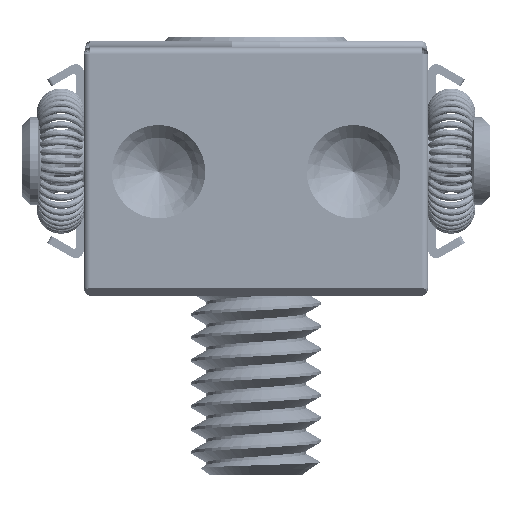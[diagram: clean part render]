
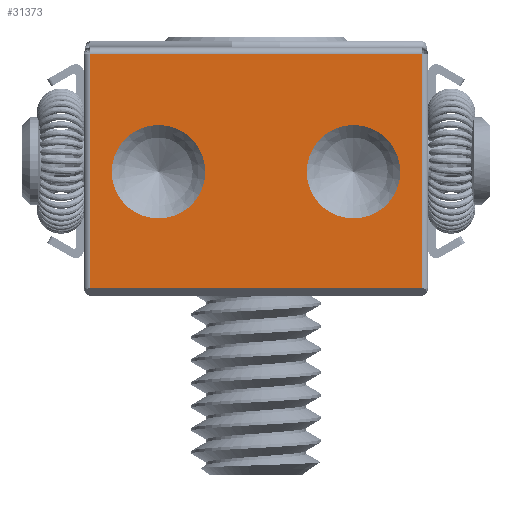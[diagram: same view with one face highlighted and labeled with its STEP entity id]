
A CAD part, left-side view. The second image highlights one B-rep face of the part: STEP entity #31373.
In plain terms, the highlighted planar face has unit normal (-1, 0, 0).
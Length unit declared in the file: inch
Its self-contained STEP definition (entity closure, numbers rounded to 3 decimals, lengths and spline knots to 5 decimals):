
#987 = CARTESIAN_POINT ( 'NONE',  ( -0.31102, -0.40157, 0. ) ) ;
#1356 = CIRCLE ( 'NONE', #19961, 0.11319 ) ;
#3229 = CARTESIAN_POINT ( 'NONE',  ( -0.31102, -0.23622, 0. ) ) ;
#3588 = DIRECTION ( 'NONE',  ( -1., 0., 0. ) ) ;
#3951 = VERTEX_POINT ( 'NONE', #46193 ) ;
#4023 = CARTESIAN_POINT ( 'NONE',  ( -0.31102, 0., 0. ) ) ;
#4868 = VERTEX_POINT ( 'NONE', #40849 ) ;
#5249 = VECTOR ( 'NONE', #17207, 39.37008 ) ;
#5504 = EDGE_CURVE ( 'NONE', #23058, #7140, #48376, .T. ) ;
#7140 = VERTEX_POINT ( 'NONE', #58618 ) ;
#8308 = DIRECTION ( 'NONE',  ( 0., 0., 1. ) ) ;
#10193 = ORIENTED_EDGE ( 'NONE', *, *, #40281, .F. ) ;
#13017 = FACE_OUTER_BOUND ( 'NONE', #19312, .T. ) ;
#14211 = DIRECTION ( 'NONE',  ( 0., -1., 0. ) ) ;
#15283 = EDGE_CURVE ( 'NONE', #58754, #57555, #31970, .T. ) ;
#17082 = AXIS2_PLACEMENT_3D ( 'NONE', #33745, #3588, #38804 ) ;
#17207 = DIRECTION ( 'NONE',  ( 0., 0., 1. ) ) ;
#19257 = DIRECTION ( 'NONE',  ( 0., 0., 1. ) ) ;
#19312 = EDGE_LOOP ( 'NONE', ( #10193, #52411, #20013, #42204 ) ) ;
#19521 = CARTESIAN_POINT ( 'NONE',  ( -0.31102, 0.40157, -0.2815 ) ) ;
#19961 = AXIS2_PLACEMENT_3D ( 'NONE', #27465, #62738, #32478 ) ;
#20013 = ORIENTED_EDGE ( 'NONE', *, *, #65398, .F. ) ;
#20807 = VECTOR ( 'NONE', #36240, 39.37008 ) ;
#21673 = CARTESIAN_POINT ( 'NONE',  ( -0.31102, 0.23622, 0. ) ) ;
#23058 = VERTEX_POINT ( 'NONE', #41304 ) ;
#23678 = EDGE_CURVE ( 'NONE', #4868, #41299, #51757, .T. ) ;
#25712 = VERTEX_POINT ( 'NONE', #53473 ) ;
#26727 = DIRECTION ( 'NONE',  ( 0., 0., 1. ) ) ;
#27465 = CARTESIAN_POINT ( 'NONE',  ( -0.31102, 0.23622, 0. ) ) ;
#31373 = ADVANCED_FACE ( 'NONE', ( #39757, #65086, #13017 ), #64454, .T. ) ;
#31970 = LINE ( 'NONE', #36878, #58873 ) ;
#32478 = DIRECTION ( 'NONE',  ( 0., 0., 1. ) ) ;
#33745 = CARTESIAN_POINT ( 'NONE',  ( -0.31102, -0.23622, 0. ) ) ;
#34450 = AXIS2_PLACEMENT_3D ( 'NONE', #21673, #56944, #26727 ) ;
#34516 = EDGE_CURVE ( 'NONE', #25712, #3951, #59109, .T. ) ;
#36240 = DIRECTION ( 'NONE',  ( 0., 0., -1. ) ) ;
#36735 = VECTOR ( 'NONE', #14211, 39.37008 ) ;
#36878 = CARTESIAN_POINT ( 'NONE',  ( -0.31102, 0., -0.2815 ) ) ;
#38470 = DIRECTION ( 'NONE',  ( -1., 0., 0. ) ) ;
#38606 = EDGE_LOOP ( 'NONE', ( #54789, #62859 ) ) ;
#38804 = DIRECTION ( 'NONE',  ( 0., 0., 1. ) ) ;
#39470 = CARTESIAN_POINT ( 'NONE',  ( -0.31102, 0., 0.28543 ) ) ;
#39757 = FACE_BOUND ( 'NONE', #38606, .T. ) ;
#40024 = EDGE_CURVE ( 'NONE', #7140, #23058, #63406, .T. ) ;
#40281 = EDGE_CURVE ( 'NONE', #41299, #58754, #59447, .T. ) ;
#40849 = CARTESIAN_POINT ( 'NONE',  ( -0.31102, 0.40157, 0.28543 ) ) ;
#41299 = VERTEX_POINT ( 'NONE', #43414 ) ;
#41304 = CARTESIAN_POINT ( 'NONE',  ( -0.31102, -0.23622, -0.11319 ) ) ;
#42204 = ORIENTED_EDGE ( 'NONE', *, *, #15283, .F. ) ;
#42263 = CARTESIAN_POINT ( 'NONE',  ( -0.31102, 0.40157, 0. ) ) ;
#43414 = CARTESIAN_POINT ( 'NONE',  ( -0.31102, -0.40157, 0.28543 ) ) ;
#45437 = LINE ( 'NONE', #42263, #5249 ) ;
#46193 = CARTESIAN_POINT ( 'NONE',  ( -0.31102, 0.23622, 0.11319 ) ) ;
#47531 = AXIS2_PLACEMENT_3D ( 'NONE', #3229, #38470, #8308 ) ;
#48376 = CIRCLE ( 'NONE', #17082, 0.11319 ) ;
#49370 = EDGE_LOOP ( 'NONE', ( #64757, #64098 ) ) ;
#49406 = DIRECTION ( 'NONE',  ( -1., 0., 0. ) ) ;
#51757 = LINE ( 'NONE', #39470, #36735 ) ;
#52411 = ORIENTED_EDGE ( 'NONE', *, *, #23678, .F. ) ;
#53473 = CARTESIAN_POINT ( 'NONE',  ( -0.31102, 0.23622, -0.11319 ) ) ;
#54789 = ORIENTED_EDGE ( 'NONE', *, *, #57270, .F. ) ;
#55273 = CARTESIAN_POINT ( 'NONE',  ( -0.31102, -0.40157, -0.2815 ) ) ;
#56944 = DIRECTION ( 'NONE',  ( -1., 0., 0. ) ) ;
#57270 = EDGE_CURVE ( 'NONE', #3951, #25712, #1356, .T. ) ;
#57555 = VERTEX_POINT ( 'NONE', #19521 ) ;
#57849 = AXIS2_PLACEMENT_3D ( 'NONE', #4023, #49406, #19257 ) ;
#58618 = CARTESIAN_POINT ( 'NONE',  ( -0.31102, -0.23622, 0.11319 ) ) ;
#58754 = VERTEX_POINT ( 'NONE', #55273 ) ;
#58873 = VECTOR ( 'NONE', #62304, 39.37008 ) ;
#59109 = CIRCLE ( 'NONE', #34450, 0.11319 ) ;
#59447 = LINE ( 'NONE', #987, #20807 ) ;
#62304 = DIRECTION ( 'NONE',  ( 0., 1., 0. ) ) ;
#62738 = DIRECTION ( 'NONE',  ( -1., 0., 0. ) ) ;
#62859 = ORIENTED_EDGE ( 'NONE', *, *, #34516, .F. ) ;
#63406 = CIRCLE ( 'NONE', #47531, 0.11319 ) ;
#64098 = ORIENTED_EDGE ( 'NONE', *, *, #5504, .F. ) ;
#64454 = PLANE ( 'NONE',  #57849 ) ;
#64757 = ORIENTED_EDGE ( 'NONE', *, *, #40024, .F. ) ;
#65086 = FACE_BOUND ( 'NONE', #49370, .T. ) ;
#65398 = EDGE_CURVE ( 'NONE', #57555, #4868, #45437, .T. ) ;
